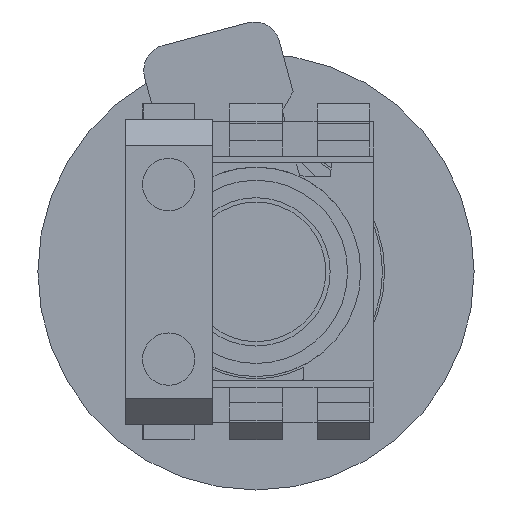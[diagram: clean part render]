
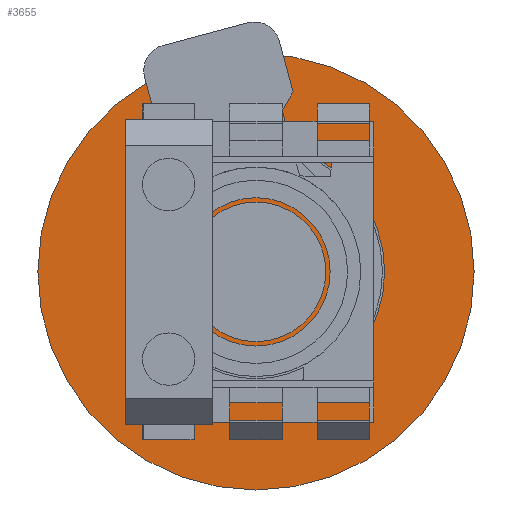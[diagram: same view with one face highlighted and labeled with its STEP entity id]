
A CAD part, front view. The second image highlights one B-rep face of the part: STEP entity #3655.
In plain terms, the highlighted planar face has unit normal (0, -1, 0).
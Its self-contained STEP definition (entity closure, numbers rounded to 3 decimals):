
#377 = EDGE_CURVE ( 'NONE', #12175, #10319, #4479, .T. ) ;
#952 = AXIS2_PLACEMENT_3D ( 'NONE', #7712, #2733, #10163 ) ;
#1372 = EDGE_CURVE ( 'NONE', #1420, #5286, #13584, .T. ) ;
#1420 = VERTEX_POINT ( 'NONE', #11260 ) ;
#1736 = FACE_BOUND ( 'NONE', #14759, .T. ) ;
#1960 = CARTESIAN_POINT ( 'NONE',  ( 0., 25.05, 0. ) ) ;
#2733 = DIRECTION ( 'NONE',  ( 0., -1., 0. ) ) ;
#3508 = EDGE_CURVE ( 'NONE', #10319, #12175, #6727, .T. ) ;
#3655 = ADVANCED_FACE ( 'NONE', ( #15696, #1736 ), #4242, .T. ) ;
#3667 = ORIENTED_EDGE ( 'NONE', *, *, #3508, .T. ) ;
#3786 = EDGE_LOOP ( 'NONE', ( #3667, #6664 ) ) ;
#4242 = PLANE ( 'NONE',  #5246 ) ;
#4479 = CIRCLE ( 'NONE', #12267, 25. ) ;
#4978 = DIRECTION ( 'NONE',  ( 0., -1., 0. ) ) ;
#5082 = CARTESIAN_POINT ( 'NONE',  ( -25., 25.05, 0. ) ) ;
#5246 = AXIS2_PLACEMENT_3D ( 'NONE', #1960, #9288, #13116 ) ;
#5286 = VERTEX_POINT ( 'NONE', #9938 ) ;
#5456 = DIRECTION ( 'NONE',  ( 0., -1., 0. ) ) ;
#5952 = ORIENTED_EDGE ( 'NONE', *, *, #7207, .F. ) ;
#6664 = ORIENTED_EDGE ( 'NONE', *, *, #377, .T. ) ;
#6727 = CIRCLE ( 'NONE', #14991, 25. ) ;
#7207 = EDGE_CURVE ( 'NONE', #5286, #1420, #10276, .T. ) ;
#7476 = CARTESIAN_POINT ( 'NONE',  ( 25., 25.05, 0. ) ) ;
#7666 = CARTESIAN_POINT ( 'NONE',  ( 0., 25.05, 0. ) ) ;
#7712 = CARTESIAN_POINT ( 'NONE',  ( 0., 25.05, 0. ) ) ;
#8191 = CARTESIAN_POINT ( 'NONE',  ( 0., 25.05, 0. ) ) ;
#9288 = DIRECTION ( 'NONE',  ( 0., -1., 0. ) ) ;
#9938 = CARTESIAN_POINT ( 'NONE',  ( 8., 25.05, 0. ) ) ;
#10163 = DIRECTION ( 'NONE',  ( 1., 0., 0. ) ) ;
#10276 = CIRCLE ( 'NONE', #952, 8. ) ;
#10319 = VERTEX_POINT ( 'NONE', #7476 ) ;
#10754 = AXIS2_PLACEMENT_3D ( 'NONE', #14935, #4978, #14825 ) ;
#11248 = DIRECTION ( 'NONE',  ( 1., 0., 0. ) ) ;
#11260 = CARTESIAN_POINT ( 'NONE',  ( -8., 25.05, 0. ) ) ;
#11823 = DIRECTION ( 'NONE',  ( 1., 0., 0. ) ) ;
#12175 = VERTEX_POINT ( 'NONE', #5082 ) ;
#12267 = AXIS2_PLACEMENT_3D ( 'NONE', #8191, #5456, #11823 ) ;
#13116 = DIRECTION ( 'NONE',  ( 1., 0., 0. ) ) ;
#13584 = CIRCLE ( 'NONE', #10754, 8. ) ;
#14467 = ORIENTED_EDGE ( 'NONE', *, *, #1372, .F. ) ;
#14759 = EDGE_LOOP ( 'NONE', ( #5952, #14467 ) ) ;
#14825 = DIRECTION ( 'NONE',  ( 1., 0., 0. ) ) ;
#14935 = CARTESIAN_POINT ( 'NONE',  ( 0., 25.05, 0. ) ) ;
#14991 = AXIS2_PLACEMENT_3D ( 'NONE', #7666, #16285, #11248 ) ;
#15696 = FACE_OUTER_BOUND ( 'NONE', #3786, .T. ) ;
#16285 = DIRECTION ( 'NONE',  ( 0., -1., 0. ) ) ;
